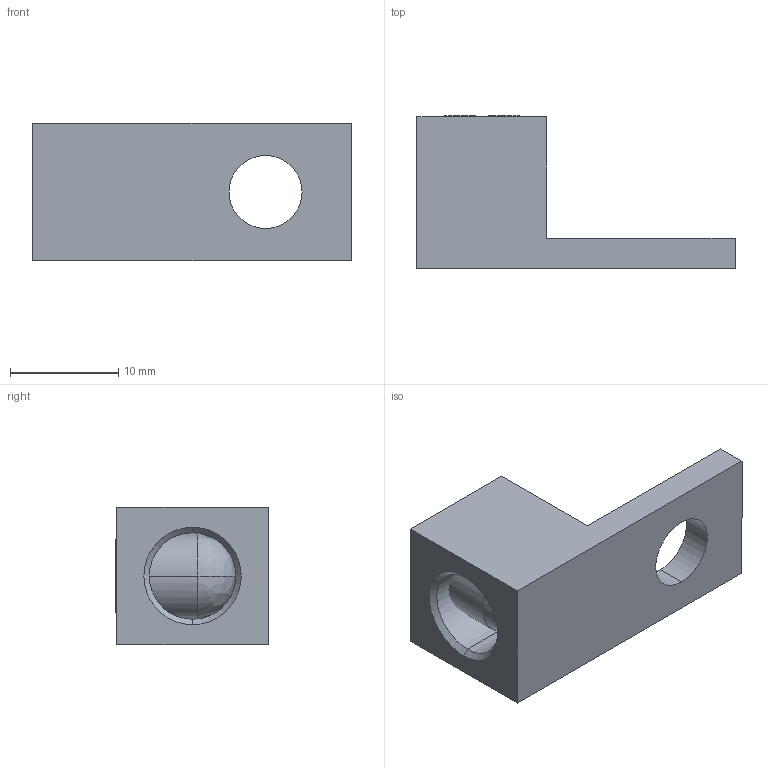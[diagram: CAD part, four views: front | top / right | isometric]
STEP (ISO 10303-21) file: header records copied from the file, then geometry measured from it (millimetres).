
FILE_DESCRIPTION (( 'STEP AP203' ), '1' );
FILE_NAME ('LA-2-1.step', '2023-11-15T15:14:33', ( '' ), ( '' ), 'SwSTEP 2.0', 'SolidWorks 2023', '' );
FILE_SCHEMA (( 'CONFIG_CONTROL_DESIGN' ));
Length unit declared in the file: inch
Products named in the file (1): LA-2-1
Bounding box: 29.4 x 14.11 x 12.7 mm (x, y, z)
Volume: 2365.8 mm3; surface area: 2072.2 mm2
Topology: 2 solids, 2 shells, 30 faces, 73 edges, 47 vertices
Faces by surface type: plane 13, cylinder 8, cone 7, bspline 2
Entity records: 1074 total; most frequent: CARTESIAN_POINT 271, DIRECTION 153, ORIENTED_EDGE 146, EDGE_CURVE 73, AXIS2_PLACEMENT_3D 57, VERTEX_POINT 47, VECTOR 39, LINE 39
